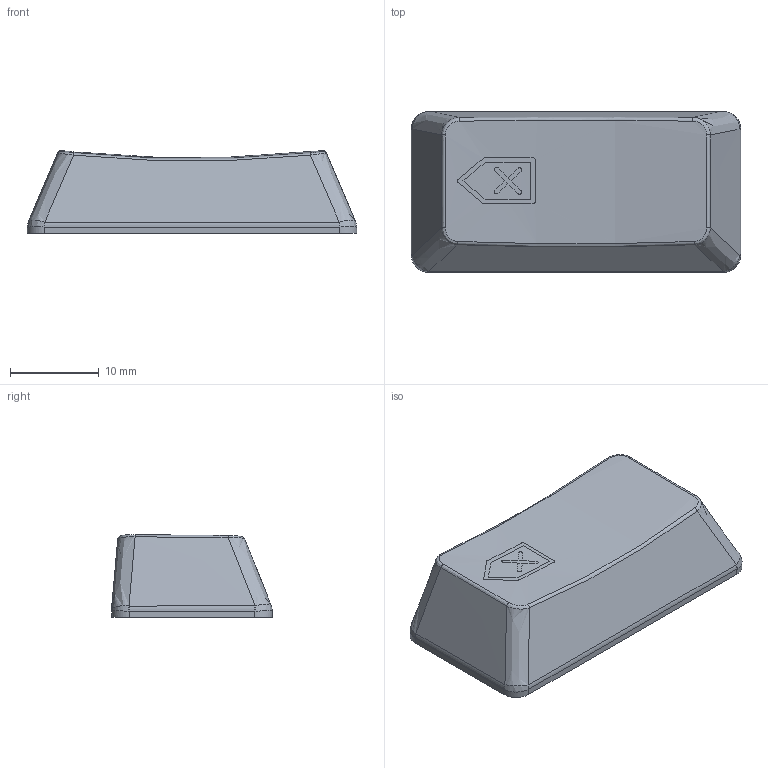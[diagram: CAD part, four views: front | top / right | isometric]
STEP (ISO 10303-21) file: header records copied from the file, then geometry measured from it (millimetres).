
FILE_DESCRIPTION(/* description */ (''),/* implementation_level */ '2;1');
FILE_NAME(/* name */ 'Row_1_2u_Backspace_icon_only.step',/* time_stamp */ '2021-08-08T02:13:47-05:00',/* author */ (''),/* organization */ (''),/* preprocessor_version */ 'ST-DEVELOPER v18.1',/* originating_system */ 'Autodesk Translation Framework v10.9.0.1377',/* authorisation */ '');
FILE_SCHEMA (('CONFIG_CONTROL_DESIGN','AUTOMOTIVE_DESIGN { 1 0 10303 214 3 1 1 }'));
Length unit declared in the file: millimetre
Products named in the file (1): Row_1_2u_Backspace_icon_only
Bounding box: 37.21 x 18.16 x 9.34 mm (x, y, z)
Volume: 1338.7 mm3; surface area: 3307.4 mm2
Topology: 1 solids, 1 shells, 109 faces, 302 edges, 203 vertices
Faces by surface type: plane 52, bspline 44, cylinder 13
Full cylindrical faces by diameter (mm): 5.5 x3
Entity records: 4842 total; most frequent: CARTESIAN_POINT 2332, ORIENTED_EDGE 604, DIRECTION 357, EDGE_CURVE 302, VERTEX_POINT 203, B_SPLINE_CURVE_WITH_KNOTS 136, AXIS2_PLACEMENT_3D 125, EDGE_LOOP 117
